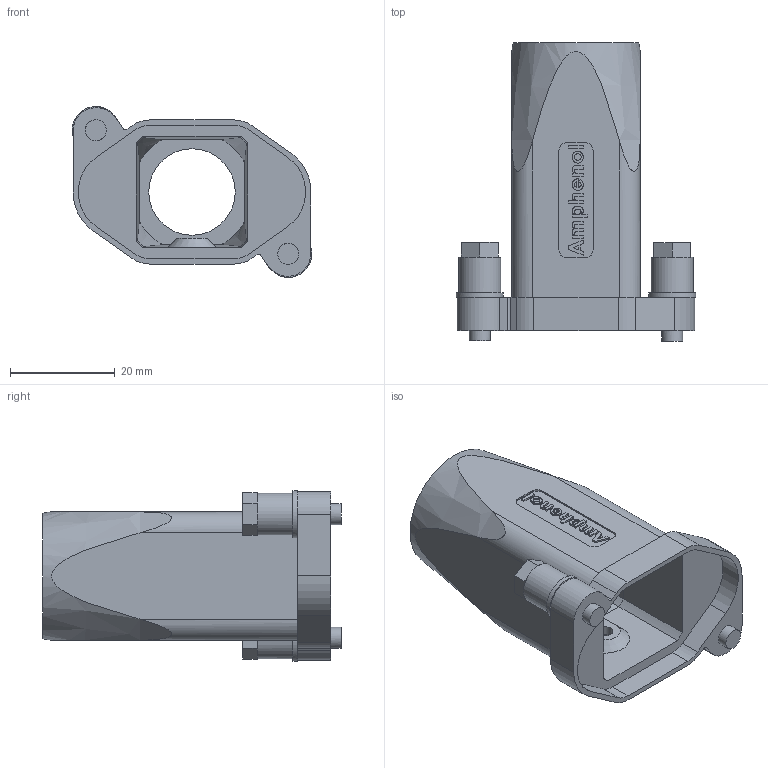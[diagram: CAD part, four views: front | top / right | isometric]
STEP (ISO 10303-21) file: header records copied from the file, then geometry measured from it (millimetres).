
FILE_DESCRIPTION(/* description */ (''),/* implementation_level */ '2;1');
FILE_NAME(/* name */ 'c146 68r003 600 4nxc001-01.stp',/* time_stamp */ '2021-08-12T13:22:39+02:00',/* author */ (''),/* organization */ (''),/* preprocessor_version */ 'ST-DEVELOPER v16.7',/* originating_system */ 'SIEMENS PLM Software NX 12.0',/* authorisation */ '');
FILE_SCHEMA (('AUTOMOTIVE_DESIGN { 1 0 10303 214 3 1 1 1 }'));
Length unit declared in the file: millimetre
Products named in the file (6): n 03 060 1008nxm001-01; n 05 043 0003nxm001-01; n 05 035 0002nxm001-01; n 23 110 0001nxm001-01; c146 68r003 600 4nxm001-01_SOLID; c146 68r003 600 4nxc001-01
Assembly tree (9 placements, depth 3):
  c146 68r003 600 4nxc001-01
    c146 68r003 600 4nxm001-01_SOLID
      n 23 110 0001nxm001-01  x2
      n 05 035 0002nxm001-01  x2
      n 05 043 0003nxm001-01  x2
      n 03 060 1008nxm001-01  x2
Bounding box: 45.69 x 56.9 x 32.6 mm (x, y, z)
Volume: 12415 mm3; surface area: 11803.9 mm2
Topology: 3 solids, 3 shells, 274 faces, 709 edges, 462 vertices
Faces by surface type: plane 153, extrusion 66, cylinder 44, cone 11
Full cylindrical faces by diameter (mm): 1.293 x1, 3.05 x1, 3.5 x2, 4 x2, 5.8 x1, 6 x2, 8 x2, 9 x2, 16.5 x1, 18.5 x1
Entity records: 9573 total; most frequent: CARTESIAN_POINT 3172, ORIENTED_EDGE 1370, DIRECTION 1070, EDGE_CURVE 685, VERTEX_POINT 455, VECTOR 428, LINE 362, AXIS2_PLACEMENT_3D 321
